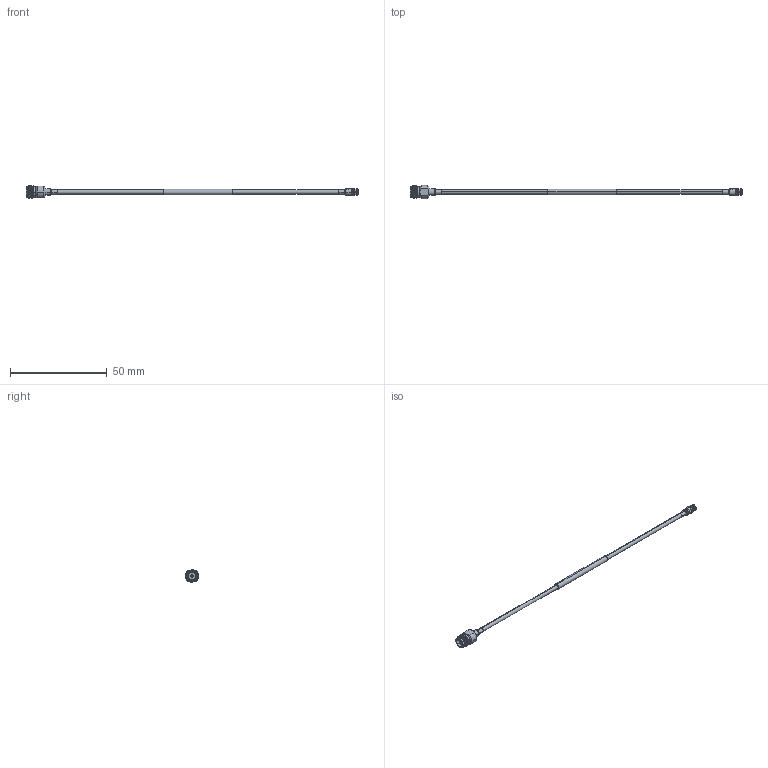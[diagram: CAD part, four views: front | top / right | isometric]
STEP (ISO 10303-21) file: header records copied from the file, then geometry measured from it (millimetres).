
FILE_DESCRIPTION (( 'STEP AP214' ), '1' );
FILE_NAME ('FMC00616_3D.step', '2023-02-23T03:01:32', ( '' ), ( '' ), 'SwSTEP 2.0', 'SolidWorks 2022', '' );
FILE_SCHEMA (( 'AUTOMOTIVE_DESIGN' ));
Length unit declared in the file: inch
Products named in the file (6): SC3519A; heat shrink conn 1^FMC00616_conn 1; FMC00616_3D; heat shrink conn 2^FMC00616_conn 1; FM-SR086TB^FMC00616; SC5152
Assembly tree (5 placements, depth 2):
  FMC00616_3D
    FM-SR086TB^FMC00616
    SC3519A
    heat shrink conn 1^FMC00616_conn 1
    SC5152
    heat shrink conn 2^FMC00616_conn 1
Bounding box: 171.25 x 7 x 6.34 mm (x, y, z)
Volume: 996 mm3; surface area: 2469.7 mm2
Topology: 7 solids, 7 shells, 235 faces, 565 edges, 355 vertices
Faces by surface type: cylinder 98, plane 63, cone 55, torus 16, bspline 3
Entity records: 8964 total; most frequent: CARTESIAN_POINT 2848, DIRECTION 1214, ORIENTED_EDGE 1122, EDGE_CURVE 561, AXIS2_PLACEMENT_3D 502, VERTEX_POINT 355, CIRCLE 262, EDGE_LOOP 260
